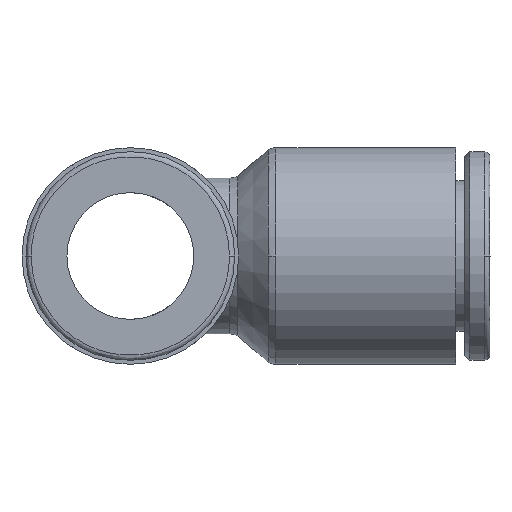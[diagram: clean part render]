
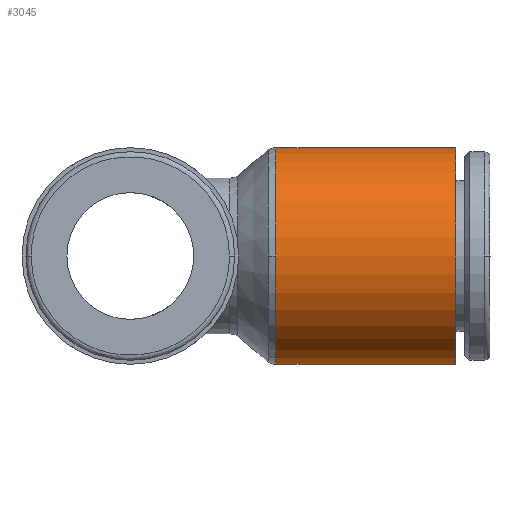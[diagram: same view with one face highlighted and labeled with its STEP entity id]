
A CAD part, left-side view. The second image highlights one B-rep face of the part: STEP entity #3045.
In plain terms, the highlighted cylindrical face has radius 5.425 mm (diameter 10.85 mm), a partial arc.
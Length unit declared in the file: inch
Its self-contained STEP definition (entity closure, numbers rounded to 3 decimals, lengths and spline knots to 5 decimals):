
#10 = DIRECTION ( 'NONE',  ( 0., 0., -1. ) ) ;
#86 = DIRECTION ( 'NONE',  ( 0., -1., 0. ) ) ;
#118 = AXIS2_PLACEMENT_3D ( 'NONE', #1385, #2712, #241 ) ;
#124 = LINE ( 'NONE', #3273, #2139 ) ;
#136 = EDGE_LOOP ( 'NONE', ( #2968, #2651, #1093, #3032, #857 ) ) ;
#142 = FACE_OUTER_BOUND ( 'NONE', #136, .T. ) ;
#153 = CARTESIAN_POINT ( 'NONE',  ( 0., -0.28699, 0. ) ) ;
#195 = EDGE_CURVE ( 'NONE', #3132, #975, #2569, .T. ) ;
#233 = AXIS2_PLACEMENT_3D ( 'NONE', #1661, #1654, #1629 ) ;
#241 = DIRECTION ( 'NONE',  ( 0., 0., -1. ) ) ;
#371 = CIRCLE ( 'NONE', #3419, 0.21358 ) ;
#512 = CARTESIAN_POINT ( 'NONE',  ( 0., -0.28699, 0.21358 ) ) ;
#626 = CARTESIAN_POINT ( 'NONE',  ( 0., -0.64132, 0.21358 ) ) ;
#694 = EDGE_CURVE ( 'NONE', #1690, #2343, #1150, .T. ) ;
#857 = ORIENTED_EDGE ( 'NONE', *, *, #694, .F. ) ;
#975 = VERTEX_POINT ( 'NONE', #1731 ) ;
#997 = CYLINDRICAL_SURFACE ( 'NONE', #118, 0.21358 ) ;
#1093 = ORIENTED_EDGE ( 'NONE', *, *, #2460, .T. ) ;
#1150 = CIRCLE ( 'NONE', #2379, 0.21358 ) ;
#1221 = CARTESIAN_POINT ( 'NONE',  ( 0., -0.64132, 0. ) ) ;
#1385 = CARTESIAN_POINT ( 'NONE',  ( 0., -0.64132, 0. ) ) ;
#1538 = DIRECTION ( 'NONE',  ( 0., -1., 0. ) ) ;
#1550 = EDGE_CURVE ( 'NONE', #3132, #1690, #1805, .T. ) ;
#1600 = VERTEX_POINT ( 'NONE', #2610 ) ;
#1629 = DIRECTION ( 'NONE',  ( 0., 0., -1. ) ) ;
#1654 = DIRECTION ( 'NONE',  ( 0., -1., 0. ) ) ;
#1661 = CARTESIAN_POINT ( 'NONE',  ( 0., -0.28699, 0. ) ) ;
#1690 = VERTEX_POINT ( 'NONE', #3072 ) ;
#1731 = CARTESIAN_POINT ( 'NONE',  ( -0.21358, -0.28699, 0. ) ) ;
#1805 = LINE ( 'NONE', #626, #2617 ) ;
#2139 = VECTOR ( 'NONE', #3517, 39.37008 ) ;
#2343 = VERTEX_POINT ( 'NONE', #2579 ) ;
#2377 = DIRECTION ( 'NONE',  ( 0., 0., -1. ) ) ;
#2379 = AXIS2_PLACEMENT_3D ( 'NONE', #1221, #86, #10 ) ;
#2460 = EDGE_CURVE ( 'NONE', #975, #1600, #371, .T. ) ;
#2569 = CIRCLE ( 'NONE', #233, 0.21358 ) ;
#2579 = CARTESIAN_POINT ( 'NONE',  ( 0., -0.64132, -0.21358 ) ) ;
#2606 = EDGE_CURVE ( 'NONE', #1600, #2343, #124, .T. ) ;
#2610 = CARTESIAN_POINT ( 'NONE',  ( 0., -0.28699, -0.21358 ) ) ;
#2617 = VECTOR ( 'NONE', #2875, 39.37008 ) ;
#2651 = ORIENTED_EDGE ( 'NONE', *, *, #195, .T. ) ;
#2712 = DIRECTION ( 'NONE',  ( 0., -1., 0. ) ) ;
#2875 = DIRECTION ( 'NONE',  ( 0., -1., 0. ) ) ;
#2968 = ORIENTED_EDGE ( 'NONE', *, *, #1550, .F. ) ;
#3032 = ORIENTED_EDGE ( 'NONE', *, *, #2606, .T. ) ;
#3045 = ADVANCED_FACE ( 'NONE', ( #142 ), #997, .T. ) ;
#3072 = CARTESIAN_POINT ( 'NONE',  ( 0., -0.64132, 0.21358 ) ) ;
#3132 = VERTEX_POINT ( 'NONE', #512 ) ;
#3273 = CARTESIAN_POINT ( 'NONE',  ( 0., -0.64132, -0.21358 ) ) ;
#3419 = AXIS2_PLACEMENT_3D ( 'NONE', #153, #1538, #2377 ) ;
#3517 = DIRECTION ( 'NONE',  ( 0., -1., 0. ) ) ;
